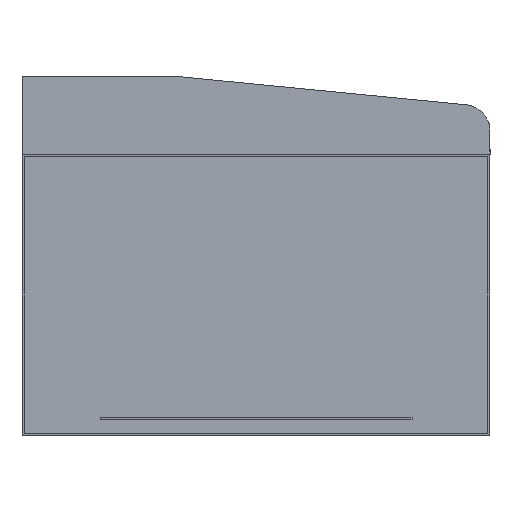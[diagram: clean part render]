
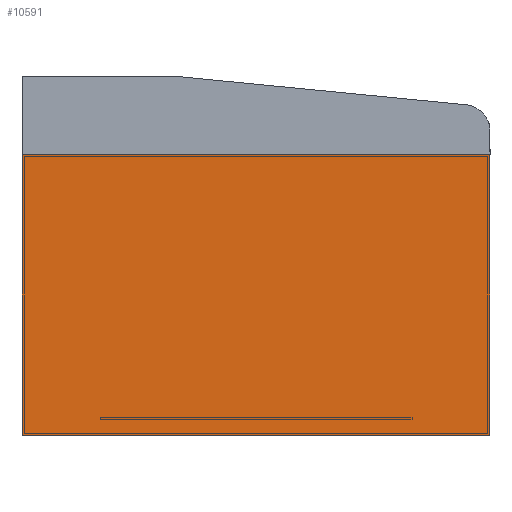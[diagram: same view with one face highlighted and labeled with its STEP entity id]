
A CAD part, left-side view. The second image highlights one B-rep face of the part: STEP entity #10591.
In plain terms, the highlighted planar face has unit normal (-1, 0, 0).
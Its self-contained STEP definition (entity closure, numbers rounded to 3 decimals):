
#1557 = PLANE ( 'NONE',  #11677 ) ;
#1601 = EDGE_LOOP ( 'NONE', ( #15540, #13567, #3634, #12673 ) ) ;
#2458 = LINE ( 'NONE', #16199, #17212 ) ;
#2548 = CARTESIAN_POINT ( 'NONE',  ( 0., 0., 180. ) ) ;
#2870 = EDGE_CURVE ( 'NONE', #18337, #12193, #5730, .T. ) ;
#3634 = ORIENTED_EDGE ( 'NONE', *, *, #18824, .F. ) ;
#4275 = VECTOR ( 'NONE', #16685, 1000. ) ;
#4661 = VERTEX_POINT ( 'NONE', #10249 ) ;
#5730 = LINE ( 'NONE', #7414, #16412 ) ;
#6134 = CARTESIAN_POINT ( 'NONE',  ( 0., 300., 180. ) ) ;
#7414 = CARTESIAN_POINT ( 'NONE',  ( 0., 0., 0. ) ) ;
#7545 = CARTESIAN_POINT ( 'NONE',  ( 0., 0., 0. ) ) ;
#8855 = LINE ( 'NONE', #7545, #10808 ) ;
#9041 = DIRECTION ( 'NONE',  ( 0., 1., 0. ) ) ;
#9117 = EDGE_CURVE ( 'NONE', #4661, #12932, #19584, .T. ) ;
#9340 = FACE_OUTER_BOUND ( 'NONE', #1601, .T. ) ;
#10249 = CARTESIAN_POINT ( 'NONE',  ( 0., 300., 0. ) ) ;
#10526 = CARTESIAN_POINT ( 'NONE',  ( 0., 300., 0. ) ) ;
#10591 = ADVANCED_FACE ( 'NONE', ( #9340 ), #1557, .T. ) ;
#10808 = VECTOR ( 'NONE', #9041, 1000. ) ;
#11677 = AXIS2_PLACEMENT_3D ( 'NONE', #12057, #16798, #13460 ) ;
#11964 = CARTESIAN_POINT ( 'NONE',  ( 0., 0., 0. ) ) ;
#12057 = CARTESIAN_POINT ( 'NONE',  ( 0., 0., 0. ) ) ;
#12078 = DIRECTION ( 'NONE',  ( 0., 1., 0. ) ) ;
#12193 = VERTEX_POINT ( 'NONE', #2548 ) ;
#12673 = ORIENTED_EDGE ( 'NONE', *, *, #2870, .T. ) ;
#12932 = VERTEX_POINT ( 'NONE', #6134 ) ;
#13460 = DIRECTION ( 'NONE',  ( 0., 0., 1. ) ) ;
#13567 = ORIENTED_EDGE ( 'NONE', *, *, #9117, .F. ) ;
#15540 = ORIENTED_EDGE ( 'NONE', *, *, #18331, .T. ) ;
#16199 = CARTESIAN_POINT ( 'NONE',  ( 0., 0., 180. ) ) ;
#16412 = VECTOR ( 'NONE', #18070, 1000. ) ;
#16685 = DIRECTION ( 'NONE',  ( 0., 0., 1. ) ) ;
#16798 = DIRECTION ( 'NONE',  ( -1., 0., 0. ) ) ;
#17212 = VECTOR ( 'NONE', #12078, 1000. ) ;
#18070 = DIRECTION ( 'NONE',  ( 0., 0., 1. ) ) ;
#18331 = EDGE_CURVE ( 'NONE', #12193, #12932, #2458, .T. ) ;
#18337 = VERTEX_POINT ( 'NONE', #11964 ) ;
#18824 = EDGE_CURVE ( 'NONE', #18337, #4661, #8855, .T. ) ;
#19584 = LINE ( 'NONE', #10526, #4275 ) ;
